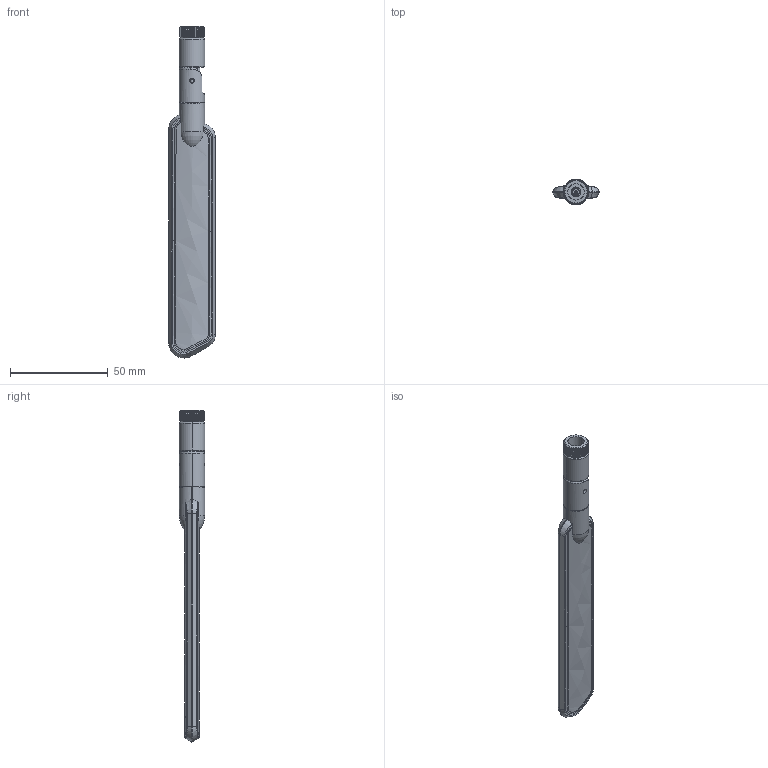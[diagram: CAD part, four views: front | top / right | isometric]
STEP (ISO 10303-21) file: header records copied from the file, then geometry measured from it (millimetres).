
FILE_DESCRIPTION (( 'STEP AP214' ), '1' );
FILE_NAME ('TG.56.8113_Web.STEP', '2023-10-02T07:11:58', ( '' ), ( '' ), 'SwSTEP 2.0', 'SolidWorks 2022', '' );
FILE_SCHEMA (( 'AUTOMOTIVE_DESIGN' ));
Length unit declared in the file: millimetre
Products named in the file (1): TG.56.8113_Web
Bounding box: 23.88 x 13.1 x 170.01 mm (x, y, z)
Surface area: 10144 mm2 (no closed solid volume)
Topology: 0 solids, 7 shells, 265 faces, 938 edges, 667 vertices
Faces by surface type: cylinder 102, plane 99, bspline 39, cone 19, torus 6
Entity records: 56877 total; most frequent: CARTESIAN_POINT 46590, ORIENTED_EDGE 1629, DIRECTION 1292, EDGE_CURVE 936, VERTEX_POINT 667, AXIS2_PLACEMENT_3D 483, B_SPLINE_CURVE_WITH_KNOTS 337, VECTOR 326
